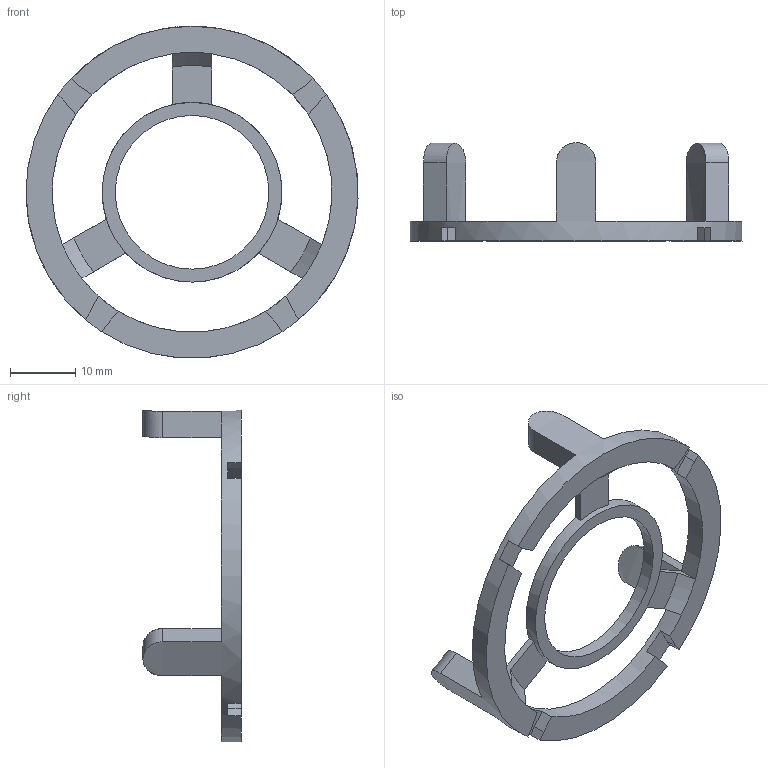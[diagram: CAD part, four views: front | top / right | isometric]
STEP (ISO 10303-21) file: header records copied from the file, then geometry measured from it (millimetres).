
FILE_DESCRIPTION(/* description */ (''),/* implementation_level */ '2;1');
FILE_NAME(/* name */ 'Speaker_Brace v8.step',/* time_stamp */ '2025-04-26T08:42:20+02:00',/* author */ (''),/* organization */ (''),/* preprocessor_version */ 'ST-DEVELOPER v20.1',/* originating_system */ 'Autodesk Translation Framework v14.4.0.0',/* authorisation */ '');
FILE_SCHEMA (('AUTOMOTIVE_DESIGN { 1 0 10303 214 3 1 1 }'));
Length unit declared in the file: millimetre
Products named in the file (1): Speaker_Brace
Bounding box: 50.78 x 15 x 50.72 mm (x, y, z)
Volume: 2968.8 mm3; surface area: 3654.7 mm2
Topology: 1 solids, 1 shells, 59 faces, 171 edges, 108 vertices
Faces by surface type: plane 44, cylinder 12, cone 3
Full cylindrical faces by diameter (mm): 23.5 x1, 27.5 x1, 50.8 x1
Entity records: 2054 total; most frequent: CARTESIAN_POINT 459, ORIENTED_EDGE 342, DIRECTION 319, EDGE_CURVE 171, VERTEX_POINT 108, LINE 107, VECTOR 107, AXIS2_PLACEMENT_3D 106
